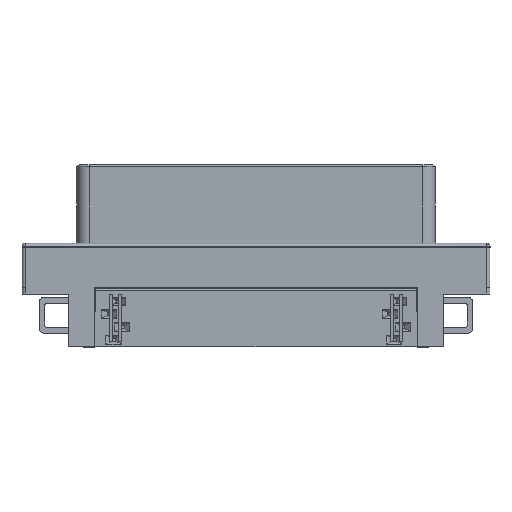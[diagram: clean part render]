
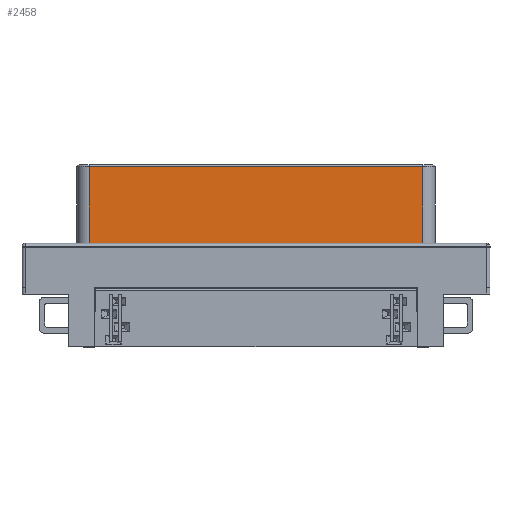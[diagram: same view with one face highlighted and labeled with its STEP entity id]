
A CAD part, top view. The second image highlights one B-rep face of the part: STEP entity #2458.
In plain terms, the highlighted planar face has unit normal (0, 0, 1).
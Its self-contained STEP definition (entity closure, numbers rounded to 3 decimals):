
#1657=CARTESIAN_POINT('',(-15.197,13.444,5.675));
#1658=VERTEX_POINT('',#1657);
#1690=CARTESIAN_POINT('',(15.199,13.444,5.675));
#1691=VERTEX_POINT('',#1690);
#1708=CARTESIAN_POINT('',(15.199,13.444,5.675));
#1709=DIRECTION('',(-1.0,0.0,0.0));
#1710=VECTOR('',#1709,30.396);
#1711=LINE('',#1708,#1710);
#1712=EDGE_CURVE('',#1691,#1658,#1711,.T.);
#2428=CARTESIAN_POINT('',(16.719,6.094,5.675));
#2429=DIRECTION('',(0.0,0.0,-1.0));
#2430=DIRECTION('',(0.0,-1.0,0.0));
#2431=AXIS2_PLACEMENT_3D('',#2428,#2429,#2430);
#2432=PLANE('',#2431);
#2433=CARTESIAN_POINT('',(15.199,6.444,5.675));
#2434=VERTEX_POINT('',#2433);
#2435=CARTESIAN_POINT('',(15.199,13.444,5.675));
#2436=DIRECTION('',(0.0,-1.0,0.0));
#2437=VECTOR('',#2436,7.0);
#2438=LINE('',#2435,#2437);
#2439=EDGE_CURVE('',#1691,#2434,#2438,.T.);
#2440=ORIENTED_EDGE('',*,*,#2439,.F.);
#2441=ORIENTED_EDGE('',*,*,#1712,.T.);
#2442=CARTESIAN_POINT('',(-15.197,6.444,5.675));
#2443=VERTEX_POINT('',#2442);
#2444=CARTESIAN_POINT('',(-15.197,13.444,5.675));
#2445=DIRECTION('',(0.0,-1.0,0.0));
#2446=VECTOR('',#2445,7.0);
#2447=LINE('',#2444,#2446);
#2448=EDGE_CURVE('',#1658,#2443,#2447,.T.);
#2449=ORIENTED_EDGE('',*,*,#2448,.T.);
#2450=CARTESIAN_POINT('',(-15.197,6.444,5.675));
#2451=DIRECTION('',(1.0,0.0,0.0));
#2452=VECTOR('',#2451,30.396);
#2453=LINE('',#2450,#2452);
#2454=EDGE_CURVE('',#2443,#2434,#2453,.T.);
#2455=ORIENTED_EDGE('',*,*,#2454,.T.);
#2456=EDGE_LOOP('',(#2440,#2441,#2449,#2455));
#2457=FACE_OUTER_BOUND('',#2456,.T.);
#2458=ADVANCED_FACE('',(#2457),#2432,.F.);
